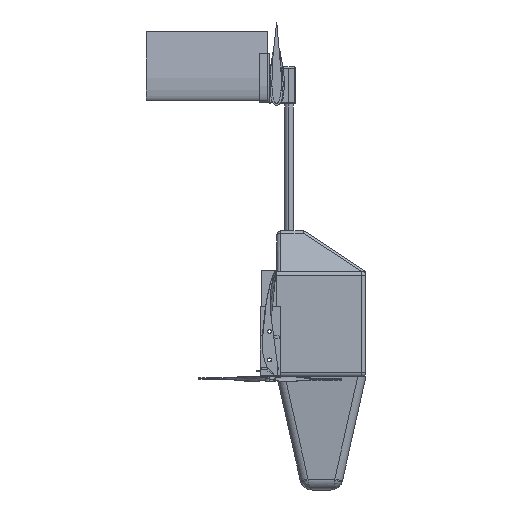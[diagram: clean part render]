
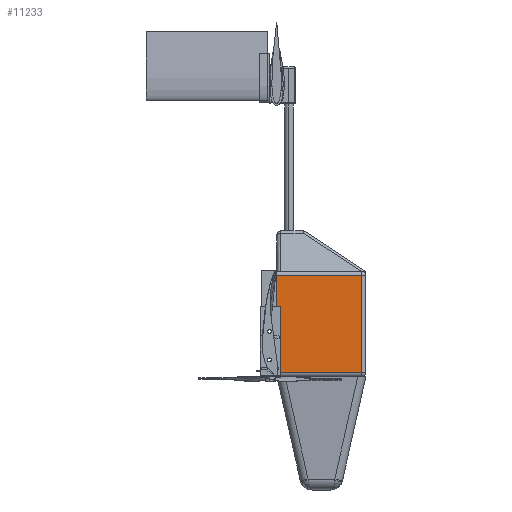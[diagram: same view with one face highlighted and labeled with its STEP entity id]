
A CAD part, left-side view. The second image highlights one B-rep face of the part: STEP entity #11233.
In plain terms, the highlighted face is planar.
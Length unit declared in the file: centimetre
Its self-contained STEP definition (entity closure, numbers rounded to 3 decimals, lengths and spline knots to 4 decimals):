
#1338 = VERTEX_POINT ( 'NONE', #20456 ) ;
#1679 = FACE_OUTER_BOUND ( 'NONE', #1915, .T. ) ;
#1688 = VECTOR ( 'NONE', #2995, 100. ) ;
#1915 = EDGE_LOOP ( 'NONE', ( #5600, #4194, #12376, #10972 ) ) ;
#2611 = DIRECTION ( 'NONE',  ( -1., 0., 0. ) ) ;
#2995 = DIRECTION ( 'NONE',  ( 0., -1., 0. ) ) ;
#4194 = ORIENTED_EDGE ( 'NONE', *, *, #18716, .T. ) ;
#4881 = CARTESIAN_POINT ( 'NONE',  ( 1., 0., 15. ) ) ;
#5600 = ORIENTED_EDGE ( 'NONE', *, *, #23418, .T. ) ;
#6194 = CARTESIAN_POINT ( 'NONE',  ( 1., -21., 15. ) ) ;
#6715 = VERTEX_POINT ( 'NONE', #6194 ) ;
#6846 = LINE ( 'NONE', #8779, #8342 ) ;
#6933 = AXIS2_PLACEMENT_3D ( 'NONE', #14400, #8100, #9740 ) ;
#7158 = VERTEX_POINT ( 'NONE', #19435 ) ;
#8073 = EDGE_CURVE ( 'NONE', #1338, #16226, #6846, .T. ) ;
#8100 = DIRECTION ( 'NONE',  ( 0., 0., 1. ) ) ;
#8342 = VECTOR ( 'NONE', #2611, 100. ) ;
#8779 = CARTESIAN_POINT ( 'NONE',  ( 26., 0., 15. ) ) ;
#9740 = DIRECTION ( 'NONE',  ( 1., 0., 0. ) ) ;
#10389 = LINE ( 'NONE', #25980, #17259 ) ;
#10585 = VECTOR ( 'NONE', #19411, 100. ) ;
#10972 = ORIENTED_EDGE ( 'NONE', *, *, #14329, .T. ) ;
#11233 = ADVANCED_FACE ( 'NONE', ( #1679 ), #18371, .T. ) ;
#11872 = LINE ( 'NONE', #26383, #1688 ) ;
#12376 = ORIENTED_EDGE ( 'NONE', *, *, #8073, .T. ) ;
#13661 = LINE ( 'NONE', #25833, #10585 ) ;
#14329 = EDGE_CURVE ( 'NONE', #16226, #6715, #11872, .T. ) ;
#14400 = CARTESIAN_POINT ( 'NONE',  ( 0., 0., 15. ) ) ;
#16226 = VERTEX_POINT ( 'NONE', #4881 ) ;
#17259 = VECTOR ( 'NONE', #19157, 100. ) ;
#18371 = PLANE ( 'NONE',  #6933 ) ;
#18716 = EDGE_CURVE ( 'NONE', #7158, #1338, #13661, .T. ) ;
#19157 = DIRECTION ( 'NONE',  ( 1., 0., 0. ) ) ;
#19411 = DIRECTION ( 'NONE',  ( 0., 1., 0. ) ) ;
#19435 = CARTESIAN_POINT ( 'NONE',  ( 25., -21., 15. ) ) ;
#20456 = CARTESIAN_POINT ( 'NONE',  ( 25., 0., 15. ) ) ;
#23418 = EDGE_CURVE ( 'NONE', #6715, #7158, #10389, .T. ) ;
#25833 = CARTESIAN_POINT ( 'NONE',  ( 25., 0., 15. ) ) ;
#25980 = CARTESIAN_POINT ( 'NONE',  ( 26., -21., 15. ) ) ;
#26383 = CARTESIAN_POINT ( 'NONE',  ( 1., -22., 15. ) ) ;
